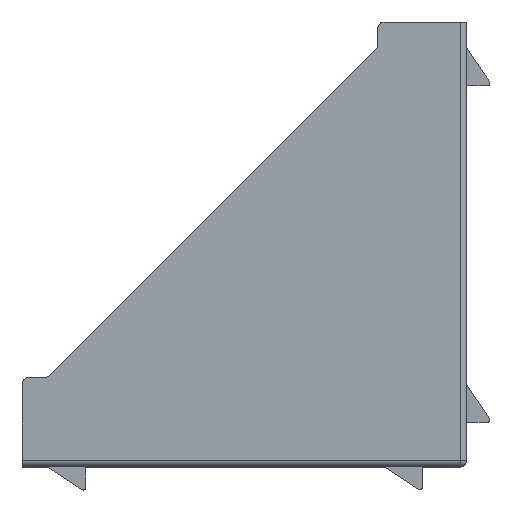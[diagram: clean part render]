
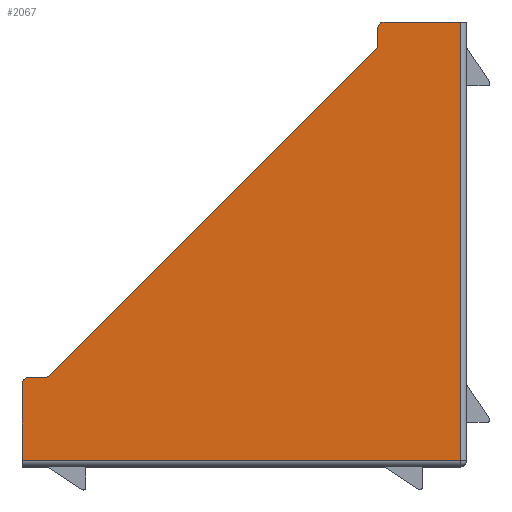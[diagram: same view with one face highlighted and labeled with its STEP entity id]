
A CAD part, top view. The second image highlights one B-rep face of the part: STEP entity #2067.
In plain terms, the highlighted planar face has unit normal (0, 0, 1).
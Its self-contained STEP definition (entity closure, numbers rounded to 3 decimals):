
#16 = CIRCLE ( 'NONE', #263, 0.5 ) ;
#120 = CARTESIAN_POINT ( 'NONE',  ( -32.854, 7.146, 0. ) ) ;
#125 = CIRCLE ( 'NONE', #865, 0.5 ) ;
#127 = DIRECTION ( 'NONE',  ( 1., 0., 0. ) ) ;
#128 = CIRCLE ( 'NONE', #167, 0.5 ) ;
#162 = CARTESIAN_POINT ( 'NONE',  ( -7.5, 33.207, 0. ) ) ;
#167 = AXIS2_PLACEMENT_3D ( 'NONE', #1356, #1339, #1714 ) ;
#255 = VECTOR ( 'NONE', #127, 1000. ) ;
#263 = AXIS2_PLACEMENT_3D ( 'NONE', #162, #943, #1949 ) ;
#321 = ORIENTED_EDGE ( 'NONE', *, *, #1139, .T. ) ;
#352 = CARTESIAN_POINT ( 'NONE',  ( -34.5, 6.5, 0. ) ) ;
#400 = LINE ( 'NONE', #1553, #1708 ) ;
#535 = ORIENTED_EDGE ( 'NONE', *, *, #818, .T. ) ;
#544 = VERTEX_POINT ( 'NONE', #2155 ) ;
#554 = DIRECTION ( 'NONE',  ( 0., 0., 1. ) ) ;
#560 = LINE ( 'NONE', #1536, #741 ) ;
#562 = CARTESIAN_POINT ( 'NONE',  ( 0., 0., 0. ) ) ;
#604 = DIRECTION ( 'NONE',  ( 0., -1., 0. ) ) ;
#654 = VERTEX_POINT ( 'NONE', #2029 ) ;
#678 = VERTEX_POINT ( 'NONE', #1087 ) ;
#704 = VECTOR ( 'NONE', #1009, 1000. ) ;
#741 = VECTOR ( 'NONE', #2109, 1000. ) ;
#762 = LINE ( 'NONE', #1331, #1671 ) ;
#803 = DIRECTION ( 'NONE',  ( 0., 0., -1. ) ) ;
#818 = EDGE_CURVE ( 'NONE', #654, #1575, #1529, .T. ) ;
#865 = AXIS2_PLACEMENT_3D ( 'NONE', #1567, #803, #2139 ) ;
#868 = EDGE_CURVE ( 'NONE', #678, #654, #16, .T. ) ;
#896 = EDGE_CURVE ( 'NONE', #2327, #2137, #1678, .T. ) ;
#943 = DIRECTION ( 'NONE',  ( 0., 0., -1. ) ) ;
#1009 = DIRECTION ( 'NONE',  ( -1., 0., 0. ) ) ;
#1060 = EDGE_LOOP ( 'NONE', ( #321, #1510, #1673, #2105, #2287, #2198, #535, #2247, #2480, #2454, #1125 ) ) ;
#1071 = AXIS2_PLACEMENT_3D ( 'NONE', #562, #1145, #1359 ) ;
#1087 = CARTESIAN_POINT ( 'NONE',  ( -7., 33.207, 0. ) ) ;
#1090 = CARTESIAN_POINT ( 'NONE',  ( -6.5, 35., 0. ) ) ;
#1125 = ORIENTED_EDGE ( 'NONE', *, *, #2472, .T. ) ;
#1134 = DIRECTION ( 'NONE',  ( -1., 0., 0. ) ) ;
#1139 = EDGE_CURVE ( 'NONE', #1622, #1939, #2044, .T. ) ;
#1145 = DIRECTION ( 'NONE',  ( 0., 0., -1. ) ) ;
#1158 = CARTESIAN_POINT ( 'NONE',  ( -35., 0.5, 0. ) ) ;
#1173 = EDGE_CURVE ( 'NONE', #1939, #1179, #762, .T. ) ;
#1179 = VERTEX_POINT ( 'NONE', #1273 ) ;
#1273 = CARTESIAN_POINT ( 'NONE',  ( -0.5, 35., 0. ) ) ;
#1277 = CARTESIAN_POINT ( 'NONE',  ( -34.5, 7., 0. ) ) ;
#1278 = VERTEX_POINT ( 'NONE', #1090 ) ;
#1331 = CARTESIAN_POINT ( 'NONE',  ( -0.5, 35., 0. ) ) ;
#1334 = EDGE_CURVE ( 'NONE', #1889, #2327, #1582, .T. ) ;
#1339 = DIRECTION ( 'NONE',  ( 0., 0., 1. ) ) ;
#1356 = CARTESIAN_POINT ( 'NONE',  ( -6.5, 34.5, 0. ) ) ;
#1358 = VECTOR ( 'NONE', #1723, 1000. ) ;
#1359 = DIRECTION ( 'NONE',  ( -1., 0., 0. ) ) ;
#1510 = ORIENTED_EDGE ( 'NONE', *, *, #1173, .T. ) ;
#1528 = CARTESIAN_POINT ( 'NONE',  ( 0., 0.5, 0. ) ) ;
#1529 = LINE ( 'NONE', #2517, #1358 ) ;
#1536 = CARTESIAN_POINT ( 'NONE',  ( -35., 0., 0. ) ) ;
#1540 = PLANE ( 'NONE',  #1071 ) ;
#1553 = CARTESIAN_POINT ( 'NONE',  ( -7., 35., 0. ) ) ;
#1567 = CARTESIAN_POINT ( 'NONE',  ( -33.207, 7.5, 0. ) ) ;
#1575 = VERTEX_POINT ( 'NONE', #120 ) ;
#1582 = LINE ( 'NONE', #1963, #704 ) ;
#1622 = VERTEX_POINT ( 'NONE', #1158 ) ;
#1671 = VECTOR ( 'NONE', #2293, 1000. ) ;
#1673 = ORIENTED_EDGE ( 'NONE', *, *, #2001, .T. ) ;
#1678 = CIRCLE ( 'NONE', #2003, 0.5 ) ;
#1708 = VECTOR ( 'NONE', #604, 1000. ) ;
#1714 = DIRECTION ( 'NONE',  ( -1., 0., 0. ) ) ;
#1723 = DIRECTION ( 'NONE',  ( -0.707, -0.707, 0. ) ) ;
#1773 = FACE_OUTER_BOUND ( 'NONE', #1060, .T. ) ;
#1889 = VERTEX_POINT ( 'NONE', #2292 ) ;
#1939 = VERTEX_POINT ( 'NONE', #2439 ) ;
#1945 = VECTOR ( 'NONE', #2100, 1000. ) ;
#1949 = DIRECTION ( 'NONE',  ( -1., 0., 0. ) ) ;
#1963 = CARTESIAN_POINT ( 'NONE',  ( -35., 7., 0. ) ) ;
#2001 = EDGE_CURVE ( 'NONE', #1179, #1278, #2500, .T. ) ;
#2003 = AXIS2_PLACEMENT_3D ( 'NONE', #352, #554, #1134 ) ;
#2029 = CARTESIAN_POINT ( 'NONE',  ( -7.146, 32.854, 0. ) ) ;
#2044 = LINE ( 'NONE', #1528, #255 ) ;
#2057 = EDGE_CURVE ( 'NONE', #1575, #1889, #125, .T. ) ;
#2067 = ADVANCED_FACE ( 'NONE', ( #1773 ), #1540, .F. ) ;
#2100 = DIRECTION ( 'NONE',  ( -1., 0., 0. ) ) ;
#2105 = ORIENTED_EDGE ( 'NONE', *, *, #2423, .T. ) ;
#2109 = DIRECTION ( 'NONE',  ( 0., -1., 0. ) ) ;
#2137 = VERTEX_POINT ( 'NONE', #2374 ) ;
#2139 = DIRECTION ( 'NONE',  ( -1., 0., 0. ) ) ;
#2155 = CARTESIAN_POINT ( 'NONE',  ( -7., 34.5, 0. ) ) ;
#2198 = ORIENTED_EDGE ( 'NONE', *, *, #868, .T. ) ;
#2247 = ORIENTED_EDGE ( 'NONE', *, *, #2057, .T. ) ;
#2287 = ORIENTED_EDGE ( 'NONE', *, *, #2477, .T. ) ;
#2292 = CARTESIAN_POINT ( 'NONE',  ( -33.207, 7., 0. ) ) ;
#2293 = DIRECTION ( 'NONE',  ( 0., 1., 0. ) ) ;
#2327 = VERTEX_POINT ( 'NONE', #1277 ) ;
#2334 = CARTESIAN_POINT ( 'NONE',  ( 0., 35., 0. ) ) ;
#2374 = CARTESIAN_POINT ( 'NONE',  ( -35., 6.5, 0. ) ) ;
#2423 = EDGE_CURVE ( 'NONE', #1278, #544, #128, .T. ) ;
#2439 = CARTESIAN_POINT ( 'NONE',  ( -0.5, 0.5, 0. ) ) ;
#2454 = ORIENTED_EDGE ( 'NONE', *, *, #896, .T. ) ;
#2472 = EDGE_CURVE ( 'NONE', #2137, #1622, #560, .T. ) ;
#2477 = EDGE_CURVE ( 'NONE', #544, #678, #400, .T. ) ;
#2480 = ORIENTED_EDGE ( 'NONE', *, *, #1334, .T. ) ;
#2500 = LINE ( 'NONE', #2334, #1945 ) ;
#2517 = CARTESIAN_POINT ( 'NONE',  ( -33., 7., 0. ) ) ;
